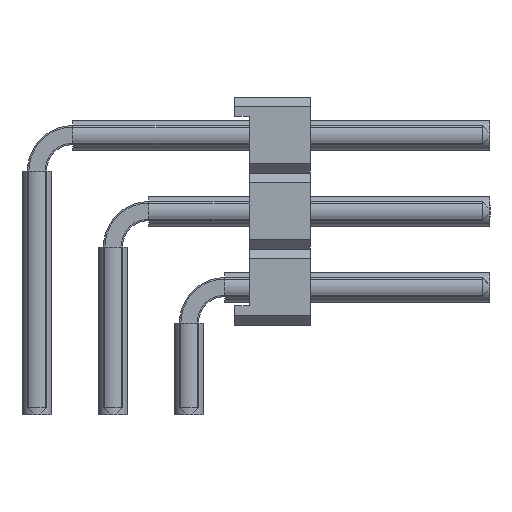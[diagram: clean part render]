
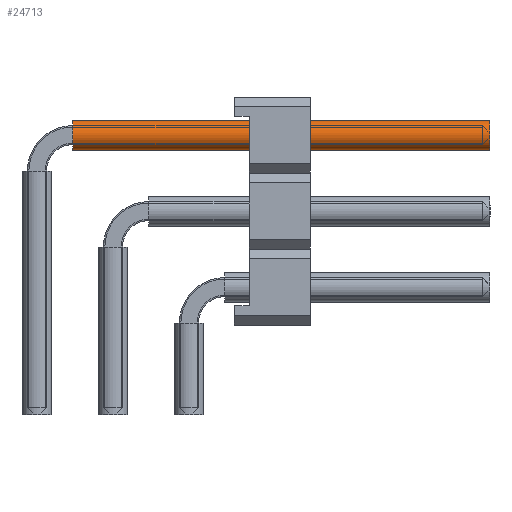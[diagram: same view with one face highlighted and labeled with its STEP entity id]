
A CAD part, left-side view. The second image highlights one B-rep face of the part: STEP entity #24713.
In plain terms, the highlighted cylindrical face has radius 0.5 mm (diameter 1 mm), a full revolution.
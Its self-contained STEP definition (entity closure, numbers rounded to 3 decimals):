
#13278=ORIENTED_EDGE('',*,*,#16888,.F.);
#13279=ORIENTED_EDGE('',*,*,#16889,.T.);
#16888=EDGE_CURVE('',#19268,#19268,#20224,.T.);
#16889=EDGE_CURVE('',#19269,#19269,#20225,.T.);
#19268=VERTEX_POINT('',#41152);
#19269=VERTEX_POINT('',#41154);
#20224=CIRCLE('',#26939,0.5);
#20225=CIRCLE('',#26940,0.5);
#21628=EDGE_LOOP('',(#13278));
#21629=EDGE_LOOP('',(#13279));
#23046=FACE_BOUND('',#21628,.T.);
#23047=FACE_BOUND('',#21629,.T.);
#23537=CYLINDRICAL_SURFACE('',#26938,0.5);
#24713=ADVANCED_FACE('',(#23046,#23047),#23537,.F.);
#26938=AXIS2_PLACEMENT_3D('',#41150,#33835,#33836);
#26939=AXIS2_PLACEMENT_3D('',#41151,#33837,#33838);
#26940=AXIS2_PLACEMENT_3D('',#41153,#33839,#33840);
#33835=DIRECTION('',(1.,0.,0.));
#33836=DIRECTION('',(0.,0.,-1.));
#33837=DIRECTION('',(-1.,0.,0.));
#33838=DIRECTION('',(0.,0.,1.));
#33839=DIRECTION('',(-1.,0.,0.));
#33840=DIRECTION('',(0.,0.,1.));
#41150=CARTESIAN_POINT('',(1.2,0.,9.35));
#41151=CARTESIAN_POINT('',(15.14,0.,9.35));
#41152=CARTESIAN_POINT('',(15.14,0.,9.85));
#41153=CARTESIAN_POINT('',(1.2,0.,9.35));
#41154=CARTESIAN_POINT('',(1.2,0.,9.85));
